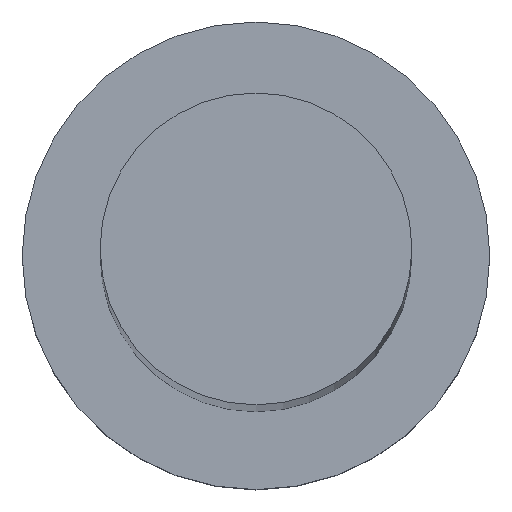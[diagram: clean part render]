
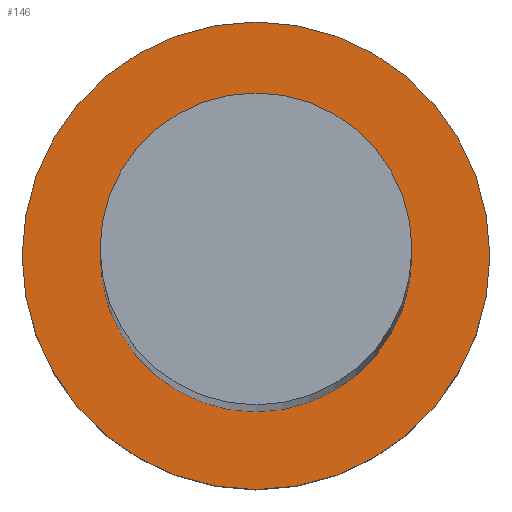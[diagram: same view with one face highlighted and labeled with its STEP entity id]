
A CAD part, top view. The second image highlights one B-rep face of the part: STEP entity #146.
In plain terms, the highlighted planar face has unit normal (0, 0, 1).
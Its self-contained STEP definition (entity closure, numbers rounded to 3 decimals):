
#8 = ORIENTED_EDGE ( 'NONE', *, *, #205, .T. ) ;
#9 = DIRECTION ( 'NONE',  ( 0., 0., 1. ) ) ;
#10 = CARTESIAN_POINT ( 'NONE',  ( -6., 0., 7. ) ) ;
#11 = EDGE_CURVE ( 'NONE', #222, #61, #55, .T. ) ;
#13 = CARTESIAN_POINT ( 'NONE',  ( 0., 0., 7. ) ) ;
#14 = AXIS2_PLACEMENT_3D ( 'NONE', #178, #95, #238 ) ;
#18 = EDGE_LOOP ( 'NONE', ( #219, #186 ) ) ;
#19 = CARTESIAN_POINT ( 'NONE',  ( -9., 0., 7. ) ) ;
#25 = DIRECTION ( 'NONE',  ( 1., 0., 0. ) ) ;
#27 = AXIS2_PLACEMENT_3D ( 'NONE', #207, #9, #25 ) ;
#32 = EDGE_CURVE ( 'NONE', #61, #222, #239, .T. ) ;
#41 = FACE_BOUND ( 'NONE', #18, .T. ) ;
#55 = CIRCLE ( 'NONE', #230, 6. ) ;
#57 = CARTESIAN_POINT ( 'NONE',  ( 0., 0., 7. ) ) ;
#61 = VERTEX_POINT ( 'NONE', #196 ) ;
#75 = AXIS2_PLACEMENT_3D ( 'NONE', #57, #214, #218 ) ;
#95 = DIRECTION ( 'NONE',  ( 0., 0., 1. ) ) ;
#97 = CARTESIAN_POINT ( 'NONE',  ( 9., 0., 7. ) ) ;
#99 = EDGE_CURVE ( 'NONE', #202, #104, #105, .T. ) ;
#104 = VERTEX_POINT ( 'NONE', #97 ) ;
#105 = CIRCLE ( 'NONE', #75, 9. ) ;
#115 = DIRECTION ( 'NONE',  ( 0., 0., 1. ) ) ;
#116 = DIRECTION ( 'NONE',  ( 1., 0., 0. ) ) ;
#122 = AXIS2_PLACEMENT_3D ( 'NONE', #13, #115, #116 ) ;
#139 = ORIENTED_EDGE ( 'NONE', *, *, #99, .T. ) ;
#142 = EDGE_LOOP ( 'NONE', ( #139, #8 ) ) ;
#144 = CARTESIAN_POINT ( 'NONE',  ( 0., 0., 7. ) ) ;
#146 = ADVANCED_FACE ( 'NONE', ( #41, #203 ), #154, .T. ) ;
#154 = PLANE ( 'NONE',  #14 ) ;
#178 = CARTESIAN_POINT ( 'NONE',  ( 0., 0., 7. ) ) ;
#186 = ORIENTED_EDGE ( 'NONE', *, *, #32, .F. ) ;
#196 = CARTESIAN_POINT ( 'NONE',  ( 6., 0., 7. ) ) ;
#202 = VERTEX_POINT ( 'NONE', #19 ) ;
#203 = FACE_OUTER_BOUND ( 'NONE', #142, .T. ) ;
#205 = EDGE_CURVE ( 'NONE', #104, #202, #235, .T. ) ;
#207 = CARTESIAN_POINT ( 'NONE',  ( 0., 0., 7. ) ) ;
#214 = DIRECTION ( 'NONE',  ( 0., 0., 1. ) ) ;
#218 = DIRECTION ( 'NONE',  ( 1., 0., 0. ) ) ;
#219 = ORIENTED_EDGE ( 'NONE', *, *, #11, .F. ) ;
#222 = VERTEX_POINT ( 'NONE', #10 ) ;
#224 = DIRECTION ( 'NONE',  ( 0., 0., 1. ) ) ;
#230 = AXIS2_PLACEMENT_3D ( 'NONE', #144, #224, #242 ) ;
#235 = CIRCLE ( 'NONE', #27, 9. ) ;
#238 = DIRECTION ( 'NONE',  ( 1., 0., 0. ) ) ;
#239 = CIRCLE ( 'NONE', #122, 6. ) ;
#242 = DIRECTION ( 'NONE',  ( 1., 0., 0. ) ) ;
